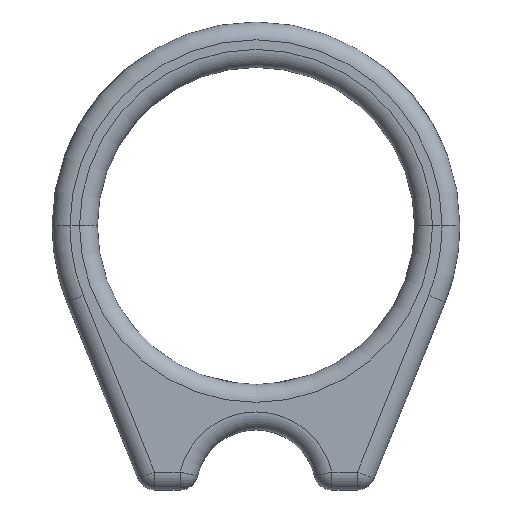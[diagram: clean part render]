
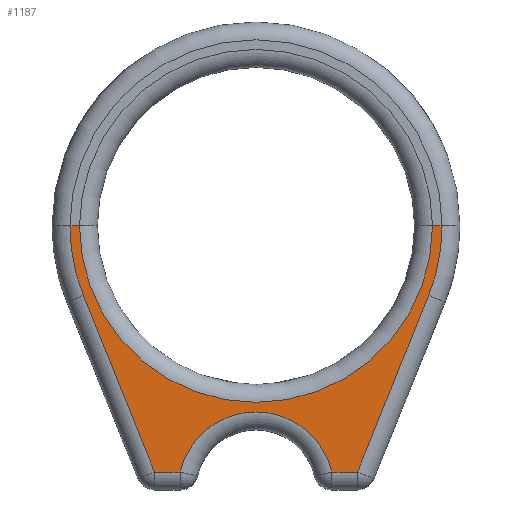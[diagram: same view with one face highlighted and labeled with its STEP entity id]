
A CAD part, top view. The second image highlights one B-rep face of the part: STEP entity #1187.
In plain terms, the highlighted planar face has unit normal (0, 0, 1).
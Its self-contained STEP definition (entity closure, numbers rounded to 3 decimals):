
#40=PLANE('',#1292);
#98=FACE_OUTER_BOUND('',#173,.T.);
#173=EDGE_LOOP('',(#828,#829,#830,#831,#832,#833,#834,#835,#836,#837));
#257=LINE('',#1862,#345);
#260=LINE('',#1884,#348);
#261=LINE('',#1888,#349);
#262=LINE('',#1892,#350);
#263=LINE('',#1896,#351);
#264=LINE('',#1897,#352);
#345=VECTOR('',#1456,10.);
#348=VECTOR('',#1487,10.);
#349=VECTOR('',#1490,10.);
#350=VECTOR('',#1493,10.);
#351=VECTOR('',#1496,10.);
#352=VECTOR('',#1497,10.);
#440=CIRCLE('',#1289,21.828);
#443=CIRCLE('',#1293,52.15);
#444=CIRCLE('',#1294,49.45);
#445=CIRCLE('',#1295,52.15);
#515=VERTEX_POINT('',#1856);
#517=VERTEX_POINT('',#1860);
#520=VERTEX_POINT('',#1877);
#522=VERTEX_POINT('',#1883);
#523=VERTEX_POINT('',#1885);
#524=VERTEX_POINT('',#1887);
#525=VERTEX_POINT('',#1889);
#526=VERTEX_POINT('',#1891);
#527=VERTEX_POINT('',#1893);
#528=VERTEX_POINT('',#1895);
#630=EDGE_CURVE('',#517,#515,#257,.T.);
#638=EDGE_CURVE('',#515,#520,#440,.T.);
#641=EDGE_CURVE('',#522,#517,#260,.T.);
#642=EDGE_CURVE('',#523,#522,#443,.T.);
#643=EDGE_CURVE('',#523,#524,#261,.T.);
#644=EDGE_CURVE('',#525,#524,#444,.T.);
#645=EDGE_CURVE('',#525,#526,#262,.T.);
#646=EDGE_CURVE('',#527,#526,#445,.T.);
#647=EDGE_CURVE('',#528,#527,#263,.T.);
#648=EDGE_CURVE('',#520,#528,#264,.T.);
#828=ORIENTED_EDGE('',*,*,#630,.F.);
#829=ORIENTED_EDGE('',*,*,#641,.F.);
#830=ORIENTED_EDGE('',*,*,#642,.F.);
#831=ORIENTED_EDGE('',*,*,#643,.T.);
#832=ORIENTED_EDGE('',*,*,#644,.F.);
#833=ORIENTED_EDGE('',*,*,#645,.T.);
#834=ORIENTED_EDGE('',*,*,#646,.F.);
#835=ORIENTED_EDGE('',*,*,#647,.F.);
#836=ORIENTED_EDGE('',*,*,#648,.F.);
#837=ORIENTED_EDGE('',*,*,#638,.F.);
#1187=ADVANCED_FACE('',(#98),#40,.T.);
#1289=AXIS2_PLACEMENT_3D('',#1878,#1479,#1480);
#1292=AXIS2_PLACEMENT_3D('',#1882,#1485,#1486);
#1293=AXIS2_PLACEMENT_3D('',#1886,#1488,#1489);
#1294=AXIS2_PLACEMENT_3D('',#1890,#1491,#1492);
#1295=AXIS2_PLACEMENT_3D('',#1894,#1494,#1495);
#1456=DIRECTION('',(-1.,0.,0.));
#1479=DIRECTION('center_axis',(0.,0.,1.));
#1480=DIRECTION('ref_axis',(0.,1.,0.));
#1485=DIRECTION('center_axis',(0.,0.,1.));
#1486=DIRECTION('ref_axis',(1.,0.,0.));
#1487=DIRECTION('',(-0.373,-0.928,0.));
#1488=DIRECTION('center_axis',(0.,0.,-1.));
#1489=DIRECTION('ref_axis',(0.982,-0.19,0.));
#1490=DIRECTION('',(-1.,0.,0.));
#1491=DIRECTION('center_axis',(0.,0.,1.));
#1492=DIRECTION('ref_axis',(0.,-1.,0.));
#1493=DIRECTION('',(-1.,0.,0.));
#1494=DIRECTION('center_axis',(0.,0.,-1.));
#1495=DIRECTION('ref_axis',(-0.982,-0.19,0.));
#1496=DIRECTION('',(-0.373,0.928,0.));
#1497=DIRECTION('',(-1.,0.,0.));
#1856=CARTESIAN_POINT('',(21.247,-68.978,25.4));
#1860=CARTESIAN_POINT('',(28.452,-68.978,25.4));
#1862=CARTESIAN_POINT('',(0.,-68.978,25.4));
#1877=CARTESIAN_POINT('',(-21.247,-68.978,25.4));
#1878=CARTESIAN_POINT('Origin',(0.,-73.978,25.4));
#1882=CARTESIAN_POINT('Origin',(0.,-41.275,25.4));
#1883=CARTESIAN_POINT('',(48.378,-19.472,25.4));
#1884=CARTESIAN_POINT('',(41.23,-37.233,25.4));
#1885=CARTESIAN_POINT('',(52.15,0.,25.4));
#1886=CARTESIAN_POINT('Origin',(0.,0.,25.4));
#1887=CARTESIAN_POINT('',(49.45,0.,25.4));
#1888=CARTESIAN_POINT('',(0.,0.,25.4));
#1889=CARTESIAN_POINT('',(-49.45,0.,25.4));
#1890=CARTESIAN_POINT('Origin',(0.,0.,25.4));
#1891=CARTESIAN_POINT('',(-52.15,0.,25.4));
#1892=CARTESIAN_POINT('',(0.,0.,25.4));
#1893=CARTESIAN_POINT('',(-48.378,-19.472,25.4));
#1894=CARTESIAN_POINT('Origin',(0.,0.,25.4));
#1895=CARTESIAN_POINT('',(-28.452,-68.978,25.4));
#1896=CARTESIAN_POINT('',(-28.417,-69.064,25.4));
#1897=CARTESIAN_POINT('',(0.,-68.978,25.4));
